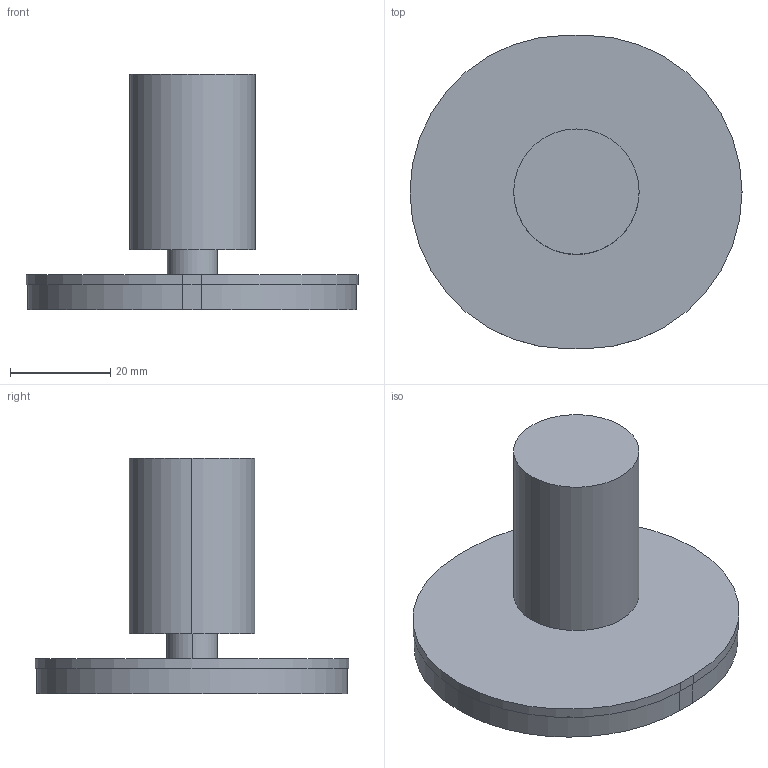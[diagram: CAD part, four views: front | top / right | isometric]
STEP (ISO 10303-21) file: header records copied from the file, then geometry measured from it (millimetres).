
FILE_DESCRIPTION (( 'STEP AP203' ), '1' );
FILE_NAME ('Endeffector Tip_Default_sldprt.STEP', '2024-05-31T11:34:49', ( '' ), ( '' ), 'SwSTEP 2.0', 'SolidWorks 2021', '' );
FILE_SCHEMA (( 'CONFIG_CONTROL_DESIGN' ));
Length unit declared in the file: millimetre
Products named in the file (1): Endeffector Tip_Default_sldprt
Bounding box: 66.16 x 62.47 x 47 mm (x, y, z)
Volume: 27736.4 mm3; surface area: 12667 mm2
Topology: 1 solids, 1 shells, 26 faces, 57 edges, 38 vertices
Faces by surface type: plane 13, cylinder 9, bspline 4
Entity records: 1776 total; most frequent: CARTESIAN_POINT 1130, ORIENTED_EDGE 114, DIRECTION 113, EDGE_CURVE 57, AXIS2_PLACEMENT_3D 41, VERTEX_POINT 38, VECTOR 31, EDGE_LOOP 31
